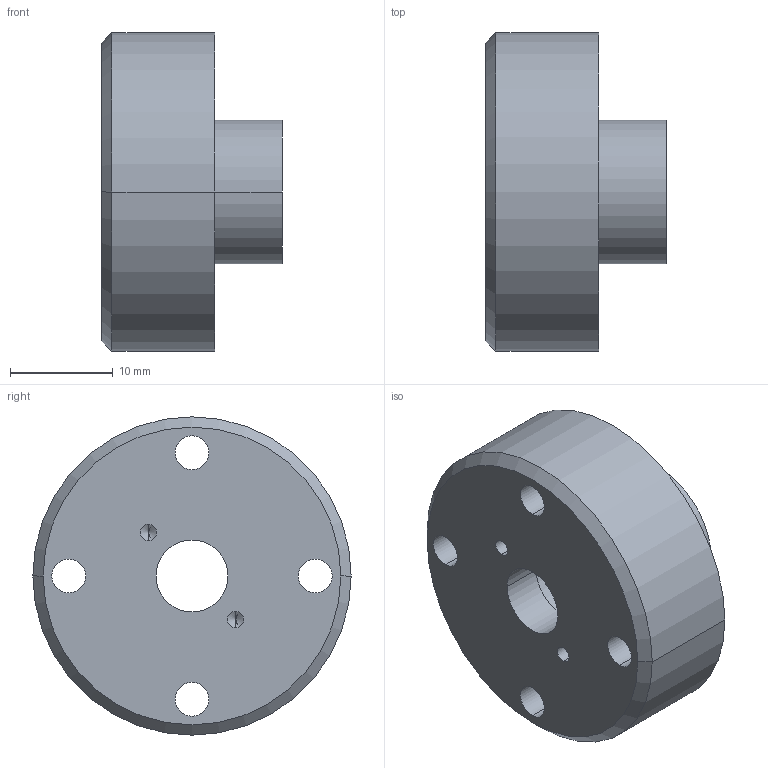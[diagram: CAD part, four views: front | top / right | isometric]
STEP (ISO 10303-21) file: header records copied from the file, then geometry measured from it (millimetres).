
FILE_DESCRIPTION (( 'STEP AP214' ), '1' );
FILE_NAME ('Bague épaulée REP 10.STEP', '2021-01-31T12:23:41', ( '' ), ( '' ), 'SwSTEP 2.0', 'SolidWorks 2019', '' );
FILE_SCHEMA (( 'AUTOMOTIVE_DESIGN' ));
Length unit declared in the file: millimetre
Products named in the file (1): Bague 廧aul嶪 REP 10
Bounding box: 17.6 x 31 x 31 mm (x, y, z)
Volume: 7647.6 mm3; surface area: 3699.7 mm2
Topology: 1 solids, 1 shells, 30 faces, 72 edges, 44 vertices
Faces by surface type: cylinder 20, cone 6, plane 4
Entity records: 1048 total; most frequent: DIRECTION 172, CARTESIAN_POINT 143, ORIENTED_EDGE 136, AXIS2_PLACEMENT_3D 73, EDGE_CURVE 68, VERTEX_POINT 44, EDGE_LOOP 44, CIRCLE 42
